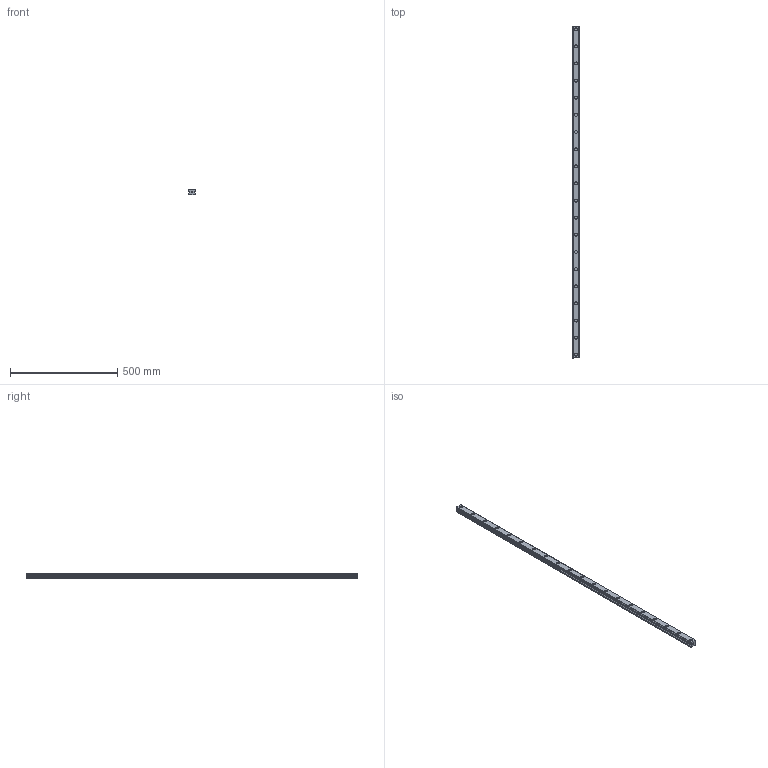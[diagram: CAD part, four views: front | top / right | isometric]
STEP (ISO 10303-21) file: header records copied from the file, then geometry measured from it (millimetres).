
FILE_DESCRIPTION(('STEP AP214'),'1');
FILE_NAME('cctmp_DD6F35C8-D6B7-48A9-B952-D791B9E73582_2021_02_12_14_04_25_0349..stp','2021-02-12T13:04:25',('HIWIN GmbH'),('CADClick - www.CADClick.com'),'Spatial InterOp 3D',' ','unknown authorization');
FILE_SCHEMA(('AUTOMOTIVE_DESIGN'));
Length unit declared in the file: millimetre
Products named in the file (1): EGR35R1550C_FILE
Bounding box: 34 x 1550 x 27.5 mm (x, y, z)
Volume: 1218843.7 mm3; surface area: 218689.9 mm2
Topology: 1 solids, 1 shells, 287 faces, 663 edges, 442 vertices
Faces by surface type: plane 149, cylinder 138
Entity records: 10553 total; most frequent: DIRECTION 1515, CARTESIAN_POINT 1393, ORIENTED_EDGE 1326, EDGE_CURVE 663, AXIS2_PLACEMENT_3D 564, VERTEX_POINT 442, LINE 387, VECTOR 387
